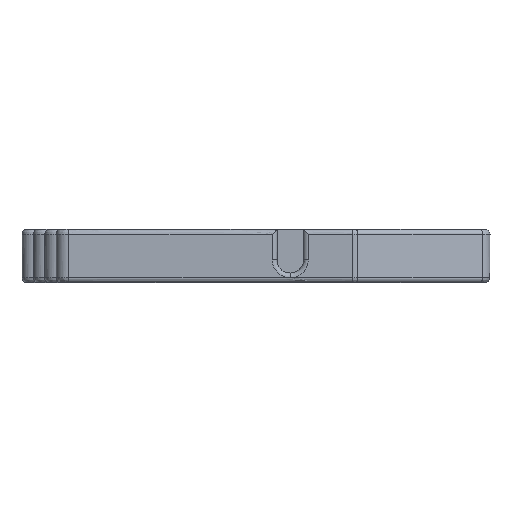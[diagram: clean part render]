
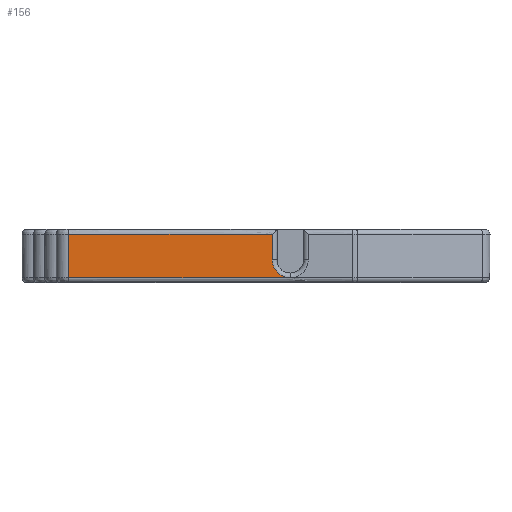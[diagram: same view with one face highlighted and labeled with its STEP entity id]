
A CAD part, left-side view. The second image highlights one B-rep face of the part: STEP entity #156.
In plain terms, the highlighted planar face has unit normal (-1, 0, 0).
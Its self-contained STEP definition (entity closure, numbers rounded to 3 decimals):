
#156=ADVANCED_FACE('',(#289),#2048,.T.);
#289=FACE_OUTER_BOUND('',#430,.T.);
#430=EDGE_LOOP('',(#1007,#1008,#1009,#1010,#1011));
#1007=ORIENTED_EDGE('',*,*,#1418,.T.);
#1008=ORIENTED_EDGE('',*,*,#1416,.F.);
#1009=ORIENTED_EDGE('',*,*,#1120,.F.);
#1010=ORIENTED_EDGE('',*,*,#1116,.F.);
#1011=ORIENTED_EDGE('',*,*,#1115,.F.);
#1115=EDGE_CURVE('',#1779,#1777,#1694,.T.);
#1116=EDGE_CURVE('',#1777,#1780,#1435,.T.);
#1120=EDGE_CURVE('',#1780,#1783,#1439,.T.);
#1416=EDGE_CURVE('',#1783,#1952,#1677,.T.);
#1418=EDGE_CURVE('',#1779,#1952,#1753,.T.);
#1435=B_SPLINE_CURVE_WITH_KNOTS('',1,(#5875,#5876),.UNSPECIFIED.,.F.,.F.,
(2,2),(-51.217,0.),.UNSPECIFIED.);
#1439=B_SPLINE_CURVE_WITH_KNOTS('',1,(#5883,#5884),.UNSPECIFIED.,.F.,.F.,
(2,2),(-9.1,0.),.UNSPECIFIED.);
#1677=B_SPLINE_CURVE_WITH_KNOTS('',1,(#7705,#7706),.UNSPECIFIED.,.F.,.F.,
(2,2),(-59.22,-11.753),.UNSPECIFIED.);
#1694=(
BOUNDED_CURVE()
B_SPLINE_CURVE(2,(#5872,#5873,#5874),.UNSPECIFIED.,.F.,.F.)
B_SPLINE_CURVE_WITH_KNOTS((3,3),(5.89,11.781),
 .UNSPECIFIED.)
CURVE()
GEOMETRIC_REPRESENTATION_ITEM()
RATIONAL_B_SPLINE_CURVE((1.,0.707,1.))
REPRESENTATION_ITEM('')
);
#1753=(
BOUNDED_CURVE()
B_SPLINE_CURVE(1,(#7709,#7710),.UNSPECIFIED.,.F.,.F.)
B_SPLINE_CURVE_WITH_KNOTS((2,2),(0.,5.35),.UNSPECIFIED.)
CURVE()
GEOMETRIC_REPRESENTATION_ITEM()
RATIONAL_B_SPLINE_CURVE((1.,1.))
REPRESENTATION_ITEM('')
);
#1777=VERTEX_POINT('',#5651);
#1779=VERTEX_POINT('',#5653);
#1780=VERTEX_POINT('',#5654);
#1783=VERTEX_POINT('',#5657);
#1952=VERTEX_POINT('',#5826);
#2048=PLANE('',#2183);
#2183=AXIS2_PLACEMENT_3D('',#5619,#2266,$);
#2266=DIRECTION('',(-1.,0.,0.));
#5619=CARTESIAN_POINT('',(11.517,64.476,-10.4));
#5651=CARTESIAN_POINT('',(11.517,64.476,-10.4));
#5653=CARTESIAN_POINT('',(11.517,68.226,-6.65));
#5654=CARTESIAN_POINT('',(11.517,110.687,-10.4));
#5657=CARTESIAN_POINT('',(11.517,110.687,-1.3));
#5826=CARTESIAN_POINT('',(11.517,68.226,-1.3));
#5872=CARTESIAN_POINT('',(11.517,68.226,-6.65));
#5873=CARTESIAN_POINT('',(11.517,68.226,-10.4));
#5874=CARTESIAN_POINT('',(11.517,64.476,-10.4));
#5875=CARTESIAN_POINT('',(11.517,64.476,-10.4));
#5876=CARTESIAN_POINT('',(11.517,110.687,-10.4));
#5883=CARTESIAN_POINT('',(11.517,110.687,-10.4));
#5884=CARTESIAN_POINT('',(11.517,110.687,-1.3));
#7705=CARTESIAN_POINT('',(11.517,110.687,-1.3));
#7706=CARTESIAN_POINT('',(11.517,68.226,-1.3));
#7709=CARTESIAN_POINT('',(11.517,68.226,-6.65));
#7710=CARTESIAN_POINT('',(11.517,68.226,-1.3));
